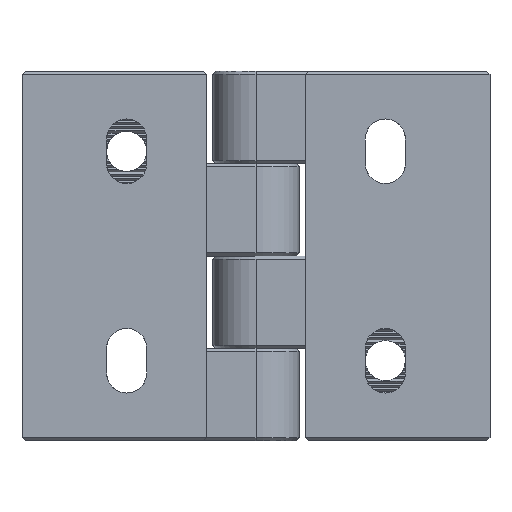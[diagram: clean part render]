
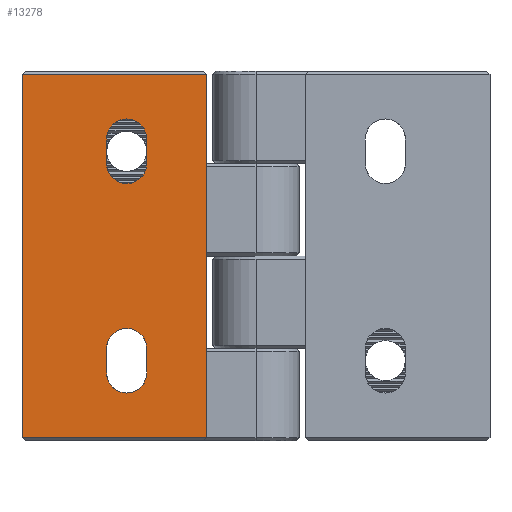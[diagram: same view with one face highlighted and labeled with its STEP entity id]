
A CAD part, front view. The second image highlights one B-rep face of the part: STEP entity #13278.
In plain terms, the highlighted planar face has unit normal (0, -1, 0).
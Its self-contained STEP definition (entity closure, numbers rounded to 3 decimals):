
#5 = CARTESIAN_POINT ( 'NONE',  ( -24.25, -8.5, -19. ) ) ;
#22 = EDGE_CURVE ( 'NONE', #33, #9840, #548, .T. ) ;
#33 = VERTEX_POINT ( 'NONE', #2048 ) ;
#104 = ORIENTED_EDGE ( 'NONE', *, *, #10248, .T. ) ;
#111 = VECTOR ( 'NONE', #1131, 1000. ) ;
#274 = CARTESIAN_POINT ( 'NONE',  ( -17.75, -8.5, -15. ) ) ;
#548 = LINE ( 'NONE', #2862, #12601 ) ;
#606 = LINE ( 'NONE', #14621, #9547 ) ;
#659 = CIRCLE ( 'NONE', #11690, 3.25 ) ;
#695 = DIRECTION ( 'NONE',  ( 0., 0., -1. ) ) ;
#710 = ORIENTED_EDGE ( 'NONE', *, *, #6489, .T. ) ;
#971 = LINE ( 'NONE', #2606, #9914 ) ;
#1131 = DIRECTION ( 'NONE',  ( 0., 0., -1. ) ) ;
#1399 = VERTEX_POINT ( 'NONE', #5801 ) ;
#1426 = VERTEX_POINT ( 'NONE', #5861 ) ;
#1790 = ORIENTED_EDGE ( 'NONE', *, *, #13574, .T. ) ;
#1793 = VECTOR ( 'NONE', #9467, 1000. ) ;
#2023 = DIRECTION ( 'NONE',  ( 0., 1., 0. ) ) ;
#2048 = CARTESIAN_POINT ( 'NONE',  ( -8., -8.5, 29.5 ) ) ;
#2174 = LINE ( 'NONE', #2464, #1793 ) ;
#2464 = CARTESIAN_POINT ( 'NONE',  ( -24.25, -8.5, -19. ) ) ;
#2542 = ORIENTED_EDGE ( 'NONE', *, *, #4821, .T. ) ;
#2606 = CARTESIAN_POINT ( 'NONE',  ( -8., -8.5, 30. ) ) ;
#2617 = DIRECTION ( 'NONE',  ( -1., 0., 0. ) ) ;
#2731 = CARTESIAN_POINT ( 'NONE',  ( -24.25, -8.5, 15. ) ) ;
#2862 = CARTESIAN_POINT ( 'NONE',  ( -38., -8.5, 29.5 ) ) ;
#2906 = DIRECTION ( 'NONE',  ( 0., 1., 0. ) ) ;
#3190 = CARTESIAN_POINT ( 'NONE',  ( -24.25, -8.5, 19. ) ) ;
#3338 = CARTESIAN_POINT ( 'NONE',  ( -21., -8.5, 15. ) ) ;
#3559 = LINE ( 'NONE', #10199, #6304 ) ;
#3630 = CIRCLE ( 'NONE', #10993, 3.25 ) ;
#3637 = EDGE_CURVE ( 'NONE', #6199, #1399, #606, .T. ) ;
#3702 = ORIENTED_EDGE ( 'NONE', *, *, #3637, .T. ) ;
#3915 = AXIS2_PLACEMENT_3D ( 'NONE', #3338, #11507, #4549 ) ;
#4549 = DIRECTION ( 'NONE',  ( 1., 0., 0. ) ) ;
#4821 = EDGE_CURVE ( 'NONE', #1399, #12578, #659, .T. ) ;
#4883 = FACE_OUTER_BOUND ( 'NONE', #7393, .T. ) ;
#4935 = DIRECTION ( 'NONE',  ( 0., 0., 1. ) ) ;
#5572 = DIRECTION ( 'NONE',  ( -1., 0., 0. ) ) ;
#5801 = CARTESIAN_POINT ( 'NONE',  ( -17.75, -8.5, -19. ) ) ;
#5861 = CARTESIAN_POINT ( 'NONE',  ( -38., -8.5, -29.5 ) ) ;
#6139 = EDGE_LOOP ( 'NONE', ( #104, #14680, #3702, #2542 ) ) ;
#6198 = VERTEX_POINT ( 'NONE', #8456 ) ;
#6199 = VERTEX_POINT ( 'NONE', #274 ) ;
#6304 = VECTOR ( 'NONE', #13667, 1000. ) ;
#6320 = DIRECTION ( 'NONE',  ( 0., 1., 0. ) ) ;
#6365 = EDGE_CURVE ( 'NONE', #12391, #6724, #7923, .T. ) ;
#6489 = EDGE_CURVE ( 'NONE', #1426, #8628, #3559, .T. ) ;
#6724 = VERTEX_POINT ( 'NONE', #2731 ) ;
#6854 = ORIENTED_EDGE ( 'NONE', *, *, #15032, .T. ) ;
#7393 = EDGE_LOOP ( 'NONE', ( #13280, #9107, #1790, #710 ) ) ;
#7453 = VECTOR ( 'NONE', #4935, 1000. ) ;
#7923 = CIRCLE ( 'NONE', #3915, 3.25 ) ;
#7937 = FACE_BOUND ( 'NONE', #10135, .T. ) ;
#8388 = CARTESIAN_POINT ( 'NONE',  ( -8., -8.5, -29.5 ) ) ;
#8456 = CARTESIAN_POINT ( 'NONE',  ( -17.75, -8.5, 19. ) ) ;
#8559 = LINE ( 'NONE', #12725, #14351 ) ;
#8628 = VERTEX_POINT ( 'NONE', #8388 ) ;
#8651 = PLANE ( 'NONE',  #11979 ) ;
#9004 = CARTESIAN_POINT ( 'NONE',  ( -21., -8.5, -19. ) ) ;
#9100 = ORIENTED_EDGE ( 'NONE', *, *, #12726, .T. ) ;
#9107 = ORIENTED_EDGE ( 'NONE', *, *, #22, .T. ) ;
#9176 = CARTESIAN_POINT ( 'NONE',  ( -24.25, -8.5, -15. ) ) ;
#9442 = LINE ( 'NONE', #12760, #111 ) ;
#9467 = DIRECTION ( 'NONE',  ( 0., 0., 1. ) ) ;
#9479 = CARTESIAN_POINT ( 'NONE',  ( -17.75, -8.5, 15. ) ) ;
#9547 = VECTOR ( 'NONE', #695, 1000. ) ;
#9840 = VERTEX_POINT ( 'NONE', #10869 ) ;
#9884 = CARTESIAN_POINT ( 'NONE',  ( -38., -8.5, 30. ) ) ;
#9914 = VECTOR ( 'NONE', #14249, 1000. ) ;
#10135 = EDGE_LOOP ( 'NONE', ( #13633, #9100, #6854, #11598 ) ) ;
#10186 = DIRECTION ( 'NONE',  ( 1., 0., 0. ) ) ;
#10199 = CARTESIAN_POINT ( 'NONE',  ( -38., -8.5, -29.5 ) ) ;
#10248 = EDGE_CURVE ( 'NONE', #12578, #14839, #2174, .T. ) ;
#10428 = EDGE_CURVE ( 'NONE', #14839, #6199, #10714, .T. ) ;
#10714 = CIRCLE ( 'NONE', #14653, 3.25 ) ;
#10869 = CARTESIAN_POINT ( 'NONE',  ( -38., -8.5, 29.5 ) ) ;
#10993 = AXIS2_PLACEMENT_3D ( 'NONE', #13249, #6320, #14399 ) ;
#11058 = FACE_BOUND ( 'NONE', #6139, .T. ) ;
#11072 = DIRECTION ( 'NONE',  ( 0., 0., 1. ) ) ;
#11507 = DIRECTION ( 'NONE',  ( 0., 1., 0. ) ) ;
#11577 = DIRECTION ( 'NONE',  ( 0., 0., -1. ) ) ;
#11588 = EDGE_CURVE ( 'NONE', #33, #8628, #971, .T. ) ;
#11594 = CARTESIAN_POINT ( 'NONE',  ( -21., -8.5, -15. ) ) ;
#11598 = ORIENTED_EDGE ( 'NONE', *, *, #6365, .T. ) ;
#11690 = AXIS2_PLACEMENT_3D ( 'NONE', #9004, #2023, #10186 ) ;
#11795 = VERTEX_POINT ( 'NONE', #3190 ) ;
#11888 = CARTESIAN_POINT ( 'NONE',  ( -24.25, -8.5, 15. ) ) ;
#11979 = AXIS2_PLACEMENT_3D ( 'NONE', #9884, #2906, #11072 ) ;
#12391 = VERTEX_POINT ( 'NONE', #9479 ) ;
#12431 = EDGE_CURVE ( 'NONE', #6724, #11795, #13614, .T. ) ;
#12515 = DIRECTION ( 'NONE',  ( 0., 1., 0. ) ) ;
#12578 = VERTEX_POINT ( 'NONE', #5 ) ;
#12601 = VECTOR ( 'NONE', #2617, 1000. ) ;
#12725 = CARTESIAN_POINT ( 'NONE',  ( -38., -8.5, 30. ) ) ;
#12726 = EDGE_CURVE ( 'NONE', #11795, #6198, #3630, .T. ) ;
#12760 = CARTESIAN_POINT ( 'NONE',  ( -17.75, -8.5, 19. ) ) ;
#13249 = CARTESIAN_POINT ( 'NONE',  ( -21., -8.5, 19. ) ) ;
#13278 = ADVANCED_FACE ( 'NONE', ( #7937, #11058, #4883 ), #8651, .F. ) ;
#13280 = ORIENTED_EDGE ( 'NONE', *, *, #11588, .F. ) ;
#13574 = EDGE_CURVE ( 'NONE', #9840, #1426, #8559, .T. ) ;
#13614 = LINE ( 'NONE', #11888, #7453 ) ;
#13633 = ORIENTED_EDGE ( 'NONE', *, *, #12431, .T. ) ;
#13667 = DIRECTION ( 'NONE',  ( 1., 0., 0. ) ) ;
#14249 = DIRECTION ( 'NONE',  ( 0., 0., -1. ) ) ;
#14351 = VECTOR ( 'NONE', #11577, 1000. ) ;
#14399 = DIRECTION ( 'NONE',  ( -1., 0., 0. ) ) ;
#14621 = CARTESIAN_POINT ( 'NONE',  ( -17.75, -8.5, -15. ) ) ;
#14653 = AXIS2_PLACEMENT_3D ( 'NONE', #11594, #12515, #5572 ) ;
#14680 = ORIENTED_EDGE ( 'NONE', *, *, #10428, .T. ) ;
#14839 = VERTEX_POINT ( 'NONE', #9176 ) ;
#15032 = EDGE_CURVE ( 'NONE', #6198, #12391, #9442, .T. ) ;
